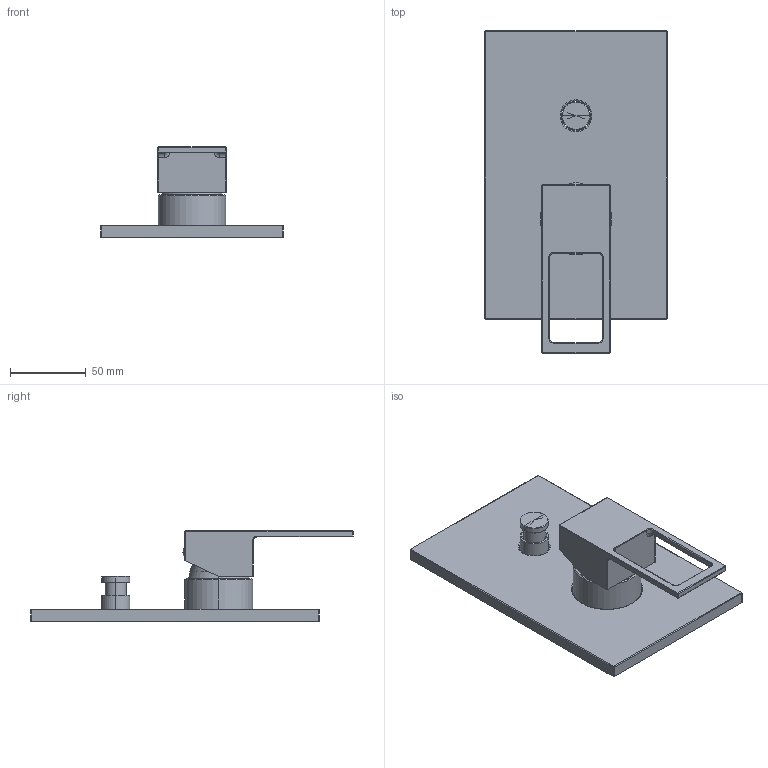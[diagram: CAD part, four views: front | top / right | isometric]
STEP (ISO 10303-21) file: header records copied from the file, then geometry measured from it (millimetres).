
FILE_DESCRIPTION((''),'2;1');
FILE_NAME('EF015CR','2021-01-13T15:19:03',('ut3'),('PAFFONI SpA'),'CREO PARAMETRIC BY PTC INC, 2020044','CREO PARAMETRIC BY PTC INC, 2020044','');
FILE_SCHEMA(('CONFIG_CONTROL_DESIGN','SHAPE_APPEARANCE_LAYERS_GROUPS'));
Length unit declared in the file: millimetre
Products named in the file (1): EF015CR
Bounding box: 120 x 212.5 x 59.6 mm (x, y, z)
Volume: 171773.4 mm3; surface area: 100084 mm2
Topology: 5 solids, 5 shells, 1033 faces, 2750 edges, 1734 vertices
Faces by surface type: plane 607, cylinder 259, torus 100, cone 41, sphere 18, bspline 8
Entity records: 45250 total; most frequent: CARTESIAN_POINT 12369, ORIENTED_EDGE 5480, DIRECTION 5211, EDGE_CURVE 2740, AXIS2_PLACEMENT_3D 1806, VERTEX_POINT 1734, VECTOR 1599, LINE 1599
